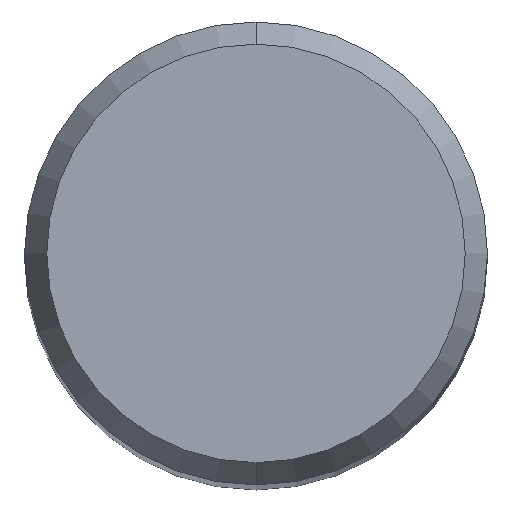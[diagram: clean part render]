
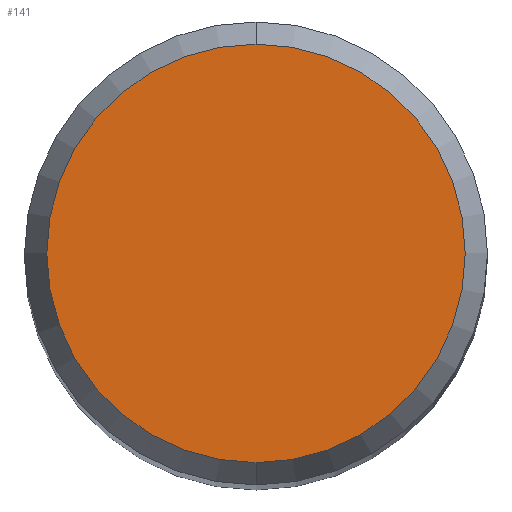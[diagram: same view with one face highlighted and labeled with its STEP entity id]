
A CAD part, top view. The second image highlights one B-rep face of the part: STEP entity #141.
In plain terms, the highlighted planar face has unit normal (0, 0, 1).
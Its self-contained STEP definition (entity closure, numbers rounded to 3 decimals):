
#123=EDGE_CURVE('',#153,#125,#274,.T.);
#125=VERTEX_POINT('',#276);
#135=EDGE_CURVE('',#125,#153,#287,.T.);
#141=ADVANCED_FACE('',(#293),#294,.T.);
#153=VERTEX_POINT('',#306);
#274=CIRCLE('',#446,2.158);
#276=CARTESIAN_POINT('',(0.0,2.158,0.));
#287=CIRCLE('',#466,2.158);
#293=FACE_OUTER_BOUND('',#473,.T.);
#294=PLANE('',#474);
#306=CARTESIAN_POINT('',(0.,-2.158,0.));
#446=AXIS2_PLACEMENT_3D('',#619,#620,#621);
#466=AXIS2_PLACEMENT_3D('',#633,#634,#635);
#473=EDGE_LOOP('',(#639,#640));
#474=AXIS2_PLACEMENT_3D('',#641,#642,#643);
#619=CARTESIAN_POINT('',(0.0,0.0,0.));
#620=DIRECTION('',(0.0,0.0,-1.0));
#621=DIRECTION('',(0.0,1.0,0.0));
#633=CARTESIAN_POINT('',(0.0,0.0,0.));
#634=DIRECTION('',(0.0,0.0,-1.0));
#635=DIRECTION('',(0.0,1.0,0.0));
#639=ORIENTED_EDGE('',*,*,#135,.F.);
#640=ORIENTED_EDGE('',*,*,#123,.F.);
#641=CARTESIAN_POINT('',(0.0,1.079,0.));
#642=DIRECTION('',(-0.0,0.0,1.0));
#643=DIRECTION('',(0.0,-1.0,0.0));
